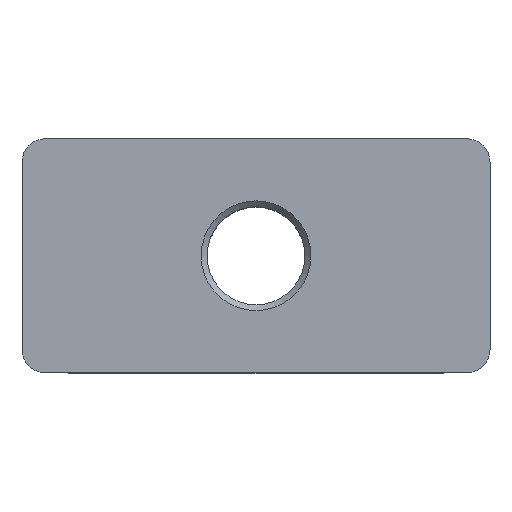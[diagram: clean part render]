
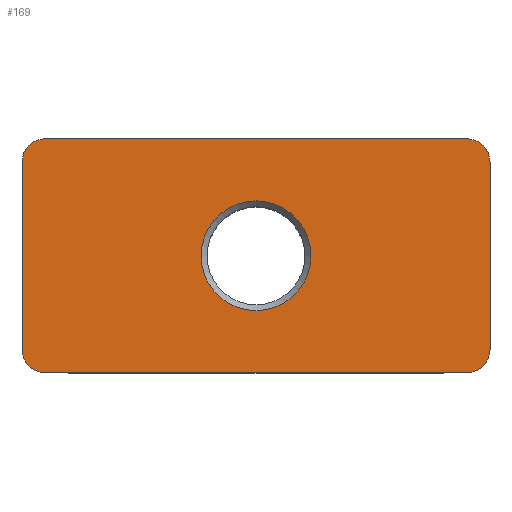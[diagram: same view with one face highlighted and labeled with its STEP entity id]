
A CAD part, top view. The second image highlights one B-rep face of the part: STEP entity #169.
In plain terms, the highlighted planar face has unit normal (0, 0, 1).
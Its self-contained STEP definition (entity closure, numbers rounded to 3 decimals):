
#169 = ADVANCED_FACE( '', ( #368, #369 ), #370, .T. );
#368 = FACE_BOUND( '', #588, .T. );
#369 = FACE_OUTER_BOUND( '', #589, .T. );
#370 = PLANE( '', #590 );
#588 = EDGE_LOOP( '', ( #1045 ) );
#589 = EDGE_LOOP( '', ( #1046, #1047, #1048, #1049, #1050, #1051, #1052, #1053 ) );
#590 = AXIS2_PLACEMENT_3D( '', #1054, #1055, #1056 );
#1045 = ORIENTED_EDGE( '', *, *, #1423, .T. );
#1046 = ORIENTED_EDGE( '', *, *, #1413, .T. );
#1047 = ORIENTED_EDGE( '', *, *, #1310, .T. );
#1048 = ORIENTED_EDGE( '', *, *, #1334, .T. );
#1049 = ORIENTED_EDGE( '', *, *, #1453, .T. );
#1050 = ORIENTED_EDGE( '', *, *, #1454, .T. );
#1051 = ORIENTED_EDGE( '', *, *, #1455, .T. );
#1052 = ORIENTED_EDGE( '', *, *, #1282, .T. );
#1053 = ORIENTED_EDGE( '', *, *, #1285, .T. );
#1054 = CARTESIAN_POINT( '', ( 0., 0., 25. ) );
#1055 = DIRECTION( '', ( 0., 0., 1. ) );
#1056 = DIRECTION( '', ( 1., 0., 0. ) );
#1282 = EDGE_CURVE( '', #1523, #1521, #1524, .T. );
#1285 = EDGE_CURVE( '', #1521, #1527, #1528, .T. );
#1310 = EDGE_CURVE( '', #1572, #1573, #1574, .T. );
#1334 = EDGE_CURVE( '', #1573, #1614, #1615, .T. );
#1413 = EDGE_CURVE( '', #1527, #1572, #1734, .T. );
#1423 = EDGE_CURVE( '', #1748, #1748, #1749, .F. );
#1453 = EDGE_CURVE( '', #1614, #1787, #1788, .T. );
#1454 = EDGE_CURVE( '', #1787, #1789, #1790, .T. );
#1455 = EDGE_CURVE( '', #1789, #1523, #1791, .T. );
#1521 = VERTEX_POINT( '', #1866 );
#1523 = VERTEX_POINT( '', #1869 );
#1524 = LINE( '', #1870, #1871 );
#1527 = VERTEX_POINT( '', #1875 );
#1528 = CIRCLE( '', #1876, 2. );
#1572 = VERTEX_POINT( '', #1940 );
#1573 = VERTEX_POINT( '', #1941 );
#1574 = CIRCLE( '', #1942, 2. );
#1614 = VERTEX_POINT( '', #1999 );
#1615 = LINE( '', #2000, #2001 );
#1734 = LINE( '', #2177, #2178 );
#1748 = VERTEX_POINT( '', #2197 );
#1749 = CIRCLE( '', #2198, 4.688 );
#1787 = VERTEX_POINT( '', #2252 );
#1788 = CIRCLE( '', #2253, 2. );
#1789 = VERTEX_POINT( '', #2254 );
#1790 = LINE( '', #2255, #2256 );
#1791 = CIRCLE( '', #2257, 2. );
#1866 = CARTESIAN_POINT( '', ( -18., 10., 25. ) );
#1869 = CARTESIAN_POINT( '', ( 18., 10., 25. ) );
#1870 = CARTESIAN_POINT( '', ( 20., 10., 25. ) );
#1871 = VECTOR( '', #2332, 1000. );
#1875 = CARTESIAN_POINT( '', ( -20., 8., 25. ) );
#1876 = AXIS2_PLACEMENT_3D( '', #2334, #2335, #2336 );
#1940 = CARTESIAN_POINT( '', ( -20., -8., 25. ) );
#1941 = CARTESIAN_POINT( '', ( -18., -10., 25. ) );
#1942 = AXIS2_PLACEMENT_3D( '', #2360, #2361, #2362 );
#1999 = CARTESIAN_POINT( '', ( 18., -10., 25. ) );
#2000 = CARTESIAN_POINT( '', ( -20., -10., 25. ) );
#2001 = VECTOR( '', #2383, 1000. );
#2177 = CARTESIAN_POINT( '', ( -20., 10., 25. ) );
#2178 = VECTOR( '', #2459, 1000. );
#2197 = CARTESIAN_POINT( '', ( 4.688, 0., 25. ) );
#2198 = AXIS2_PLACEMENT_3D( '', #2468, #2469, #2470 );
#2252 = CARTESIAN_POINT( '', ( 20., -8., 25. ) );
#2253 = AXIS2_PLACEMENT_3D( '', #2496, #2497, #2498 );
#2254 = CARTESIAN_POINT( '', ( 20., 8., 25. ) );
#2255 = CARTESIAN_POINT( '', ( 20., -10., 25. ) );
#2256 = VECTOR( '', #2499, 1000. );
#2257 = AXIS2_PLACEMENT_3D( '', #2500, #2501, #2502 );
#2332 = DIRECTION( '', ( -1., 0., 0. ) );
#2334 = CARTESIAN_POINT( '', ( -18., 8., 25. ) );
#2335 = DIRECTION( '', ( 0., 0., 1. ) );
#2336 = DIRECTION( '', ( 1., 0., 0. ) );
#2360 = CARTESIAN_POINT( '', ( -18., -8., 25. ) );
#2361 = DIRECTION( '', ( 0., 0., 1. ) );
#2362 = DIRECTION( '', ( 1., 0., 0. ) );
#2383 = DIRECTION( '', ( 1., 0., 0. ) );
#2459 = DIRECTION( '', ( 0., -1., 0. ) );
#2468 = CARTESIAN_POINT( '', ( 0., 0., 25. ) );
#2469 = DIRECTION( '', ( 0., 0., 1. ) );
#2470 = DIRECTION( '', ( 1., 0., 0. ) );
#2496 = CARTESIAN_POINT( '', ( 18., -8., 25. ) );
#2497 = DIRECTION( '', ( 0., 0., 1. ) );
#2498 = DIRECTION( '', ( 1., 0., 0. ) );
#2499 = DIRECTION( '', ( 0., 1., 0. ) );
#2500 = CARTESIAN_POINT( '', ( 18., 8., 25. ) );
#2501 = DIRECTION( '', ( 0., 0., 1. ) );
#2502 = DIRECTION( '', ( 1., 0., 0. ) );
